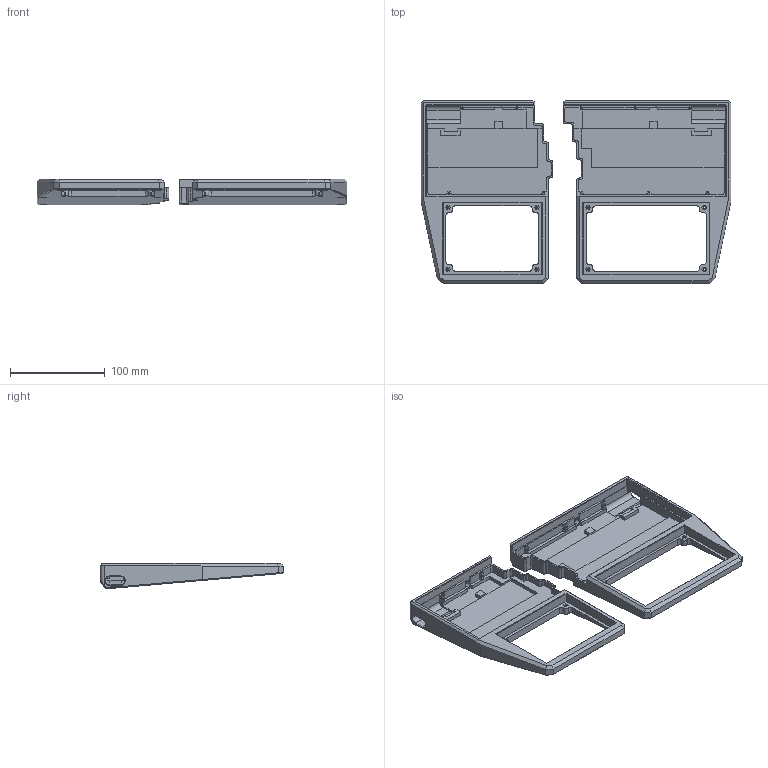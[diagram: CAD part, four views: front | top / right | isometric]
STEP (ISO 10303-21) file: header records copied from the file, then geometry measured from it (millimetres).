
FILE_DESCRIPTION(/* description */ (''),/* implementation_level */ '2;1');
FILE_NAME(/* name */ '',/* time_stamp */ '2023-08-04T09:50:18+09:00',/* author */ (''),/* organization */ (''),/* preprocessor_version */ 'ST-DEVELOPER v20',/* originating_system */ 'Autodesk Translation Framework v12.9.0.99',/* authorisation */ '');
FILE_SCHEMA (('AUTOMOTIVE_DESIGN { 1 0 10303 214 3 1 1 }','PROCESS_PLANNING_SCHEMA'));
Length unit declared in the file: millimetre
Products named in the file (1): Guide68_トレイケース_パームレスト_
ウェイト
Bounding box: 326.7 x 193.2 x 27.03 mm (x, y, z)
Volume: 304335.6 mm3; surface area: 132940.8 mm2
Topology: 2 solids, 2 shells, 705 faces, 1884 edges, 1217 vertices
Faces by surface type: plane 509, cylinder 134, bspline 40, cone 22
Full cylindrical faces by diameter (mm): 2.2 x28, 4 x8, 6.5 x12
Entity records: 22471 total; most frequent: CARTESIAN_POINT 4839, ORIENTED_EDGE 3768, DIRECTION 3406, EDGE_CURVE 1884, LINE 1514, VECTOR 1514, VERTEX_POINT 1217, AXIS2_PLACEMENT_3D 946
